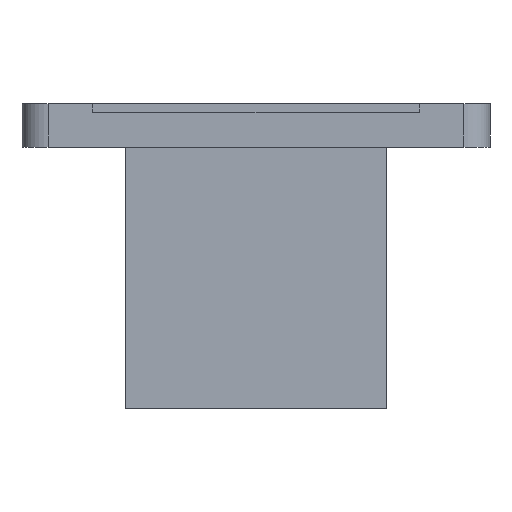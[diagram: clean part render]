
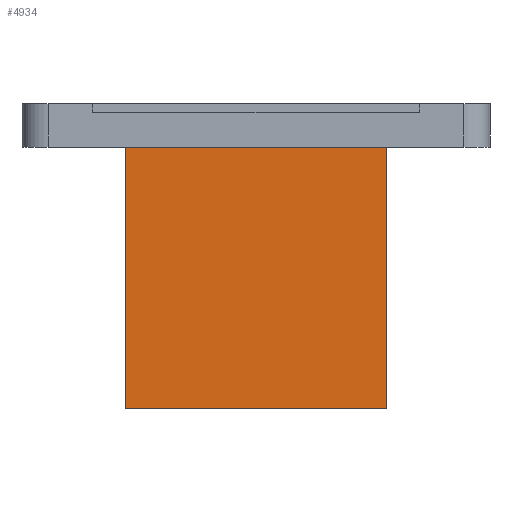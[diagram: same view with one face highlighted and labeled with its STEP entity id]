
A CAD part, front view. The second image highlights one B-rep face of the part: STEP entity #4934.
In plain terms, the highlighted planar face has unit normal (0, -1, 0).
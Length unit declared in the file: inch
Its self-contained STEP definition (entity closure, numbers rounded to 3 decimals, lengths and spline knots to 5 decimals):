
#405 = CARTESIAN_POINT ( 'NONE',  ( -0.75, -0.375, -1.75 ) ) ;
#588 = EDGE_CURVE ( 'NONE', #691, #1211, #2405, .T. ) ;
#594 = VECTOR ( 'NONE', #4210, 39.37008 ) ;
#691 = VERTEX_POINT ( 'NONE', #4363 ) ;
#1071 = EDGE_CURVE ( 'NONE', #2575, #1211, #2049, .T. ) ;
#1118 = CARTESIAN_POINT ( 'NONE',  ( 0.75, -0.375, -0.25 ) ) ;
#1121 = CARTESIAN_POINT ( 'NONE',  ( -0.75, -0.375, -0.25 ) ) ;
#1211 = VERTEX_POINT ( 'NONE', #1121 ) ;
#1363 = CARTESIAN_POINT ( 'NONE',  ( 0.75, -0.375, -5.17705 ) ) ;
#1392 = DIRECTION ( 'NONE',  ( 1., 0., 0. ) ) ;
#1546 = ORIENTED_EDGE ( 'NONE', *, *, #2148, .T. ) ;
#1885 = FACE_OUTER_BOUND ( 'NONE', #3990, .T. ) ;
#2049 = LINE ( 'NONE', #2589, #3753 ) ;
#2148 = EDGE_CURVE ( 'NONE', #2575, #4727, #3734, .T. ) ;
#2180 = DIRECTION ( 'NONE',  ( 0., 0., 1. ) ) ;
#2340 = ORIENTED_EDGE ( 'NONE', *, *, #1071, .F. ) ;
#2405 = LINE ( 'NONE', #1118, #594 ) ;
#2550 = PLANE ( 'NONE',  #4327 ) ;
#2568 = DIRECTION ( 'NONE',  ( 0., 1., 0. ) ) ;
#2575 = VERTEX_POINT ( 'NONE', #405 ) ;
#2589 = CARTESIAN_POINT ( 'NONE',  ( -0.75, -0.375, -5.17705 ) ) ;
#2747 = VECTOR ( 'NONE', #3294, 39.37008 ) ;
#2815 = VECTOR ( 'NONE', #1392, 39.37008 ) ;
#2867 = EDGE_CURVE ( 'NONE', #4727, #691, #3235, .T. ) ;
#2964 = CARTESIAN_POINT ( 'NONE',  ( 0.75, -0.375, -5.17705 ) ) ;
#2982 = DIRECTION ( 'NONE',  ( 0., 0., -1. ) ) ;
#3235 = LINE ( 'NONE', #1363, #2747 ) ;
#3294 = DIRECTION ( 'NONE',  ( 0., 0., 1. ) ) ;
#3297 = ORIENTED_EDGE ( 'NONE', *, *, #588, .T. ) ;
#3445 = ORIENTED_EDGE ( 'NONE', *, *, #2867, .T. ) ;
#3734 = LINE ( 'NONE', #3763, #2815 ) ;
#3753 = VECTOR ( 'NONE', #2180, 39.37008 ) ;
#3763 = CARTESIAN_POINT ( 'NONE',  ( 0.75, -0.375, -1.75 ) ) ;
#3990 = EDGE_LOOP ( 'NONE', ( #3445, #3297, #2340, #1546 ) ) ;
#4210 = DIRECTION ( 'NONE',  ( -1., 0., 0. ) ) ;
#4267 = CARTESIAN_POINT ( 'NONE',  ( 0.75, -0.375, -1.75 ) ) ;
#4327 = AXIS2_PLACEMENT_3D ( 'NONE', #2964, #2568, #2982 ) ;
#4363 = CARTESIAN_POINT ( 'NONE',  ( 0.75, -0.375, -0.25 ) ) ;
#4727 = VERTEX_POINT ( 'NONE', #4267 ) ;
#4934 = ADVANCED_FACE ( 'NONE', ( #1885 ), #2550, .F. ) ;
